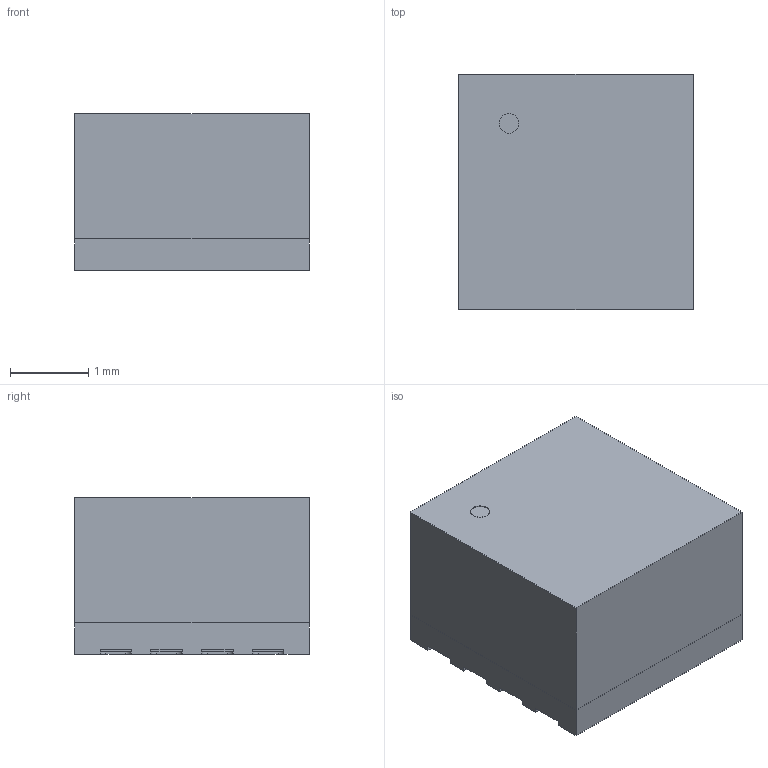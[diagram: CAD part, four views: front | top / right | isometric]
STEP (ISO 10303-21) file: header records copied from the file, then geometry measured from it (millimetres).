
FILE_DESCRIPTION (( 'STEP AP214' ), '1' );
FILE_NAME ('MPM3612GLQ.STEP', '2023-06-15T09:18:40', ( '' ), ( '' ), 'SwSTEP 2.0', 'SolidWorks 2017', '' );
FILE_SCHEMA (( 'AUTOMOTIVE_DESIGN' ));
Length unit declared in the file: millimetre
Products named in the file (1): MPM3612GLQ
Bounding box: 3 x 3 x 2 mm (x, y, z)
Volume: 17.9 mm3; surface area: 60.6 mm2
Topology: 2 solids, 2 shells, 104 faces, 294 edges, 196 vertices
Faces by surface type: plane 79, cylinder 25
Entity records: 4480 total; most frequent: CARTESIAN_POINT 595, ORIENTED_EDGE 588, DIRECTION 554, EDGE_CURVE 294, VECTOR 244, LINE 244, VERTEX_POINT 196, AXIS2_PLACEMENT_3D 155
